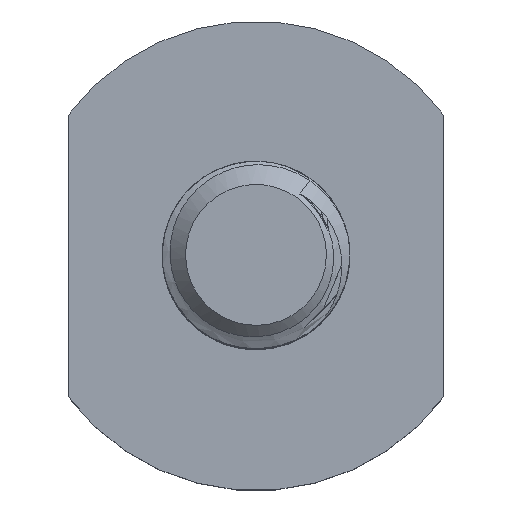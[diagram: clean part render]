
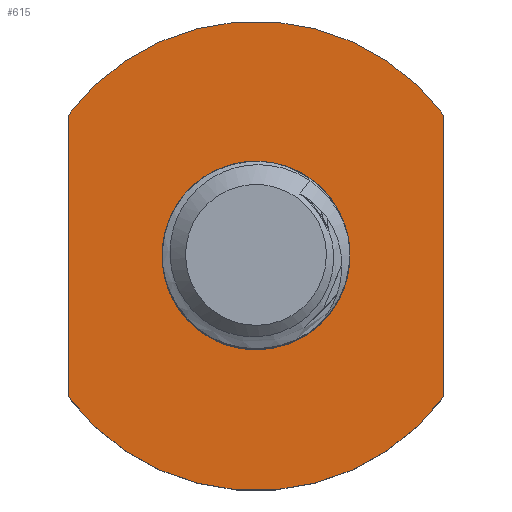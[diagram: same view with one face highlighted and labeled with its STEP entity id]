
A CAD part, top view. The second image highlights one B-rep face of the part: STEP entity #615.
In plain terms, the highlighted planar face has unit normal (0, 0, 1).
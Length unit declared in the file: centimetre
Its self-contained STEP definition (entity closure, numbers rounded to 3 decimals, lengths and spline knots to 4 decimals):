
#122=CIRCLE('',#649,0.2);
#123=CIRCLE('',#652,0.5);
#125=CIRCLE('',#656,0.5);
#175=VERTEX_POINT('',#2788);
#176=VERTEX_POINT('',#2792);
#177=VERTEX_POINT('',#2793);
#180=VERTEX_POINT('',#2801);
#182=VERTEX_POINT('',#2807);
#232=VECTOR('',#766,1.);
#236=VECTOR('',#777,1.);
#286=LINE('',#2800,#232);
#290=LINE('',#2812,#236);
#353=EDGE_CURVE('',#175,#175,#122,.T.);
#354=EDGE_CURVE('',#176,#177,#123,.T.);
#358=EDGE_CURVE('',#177,#180,#286,.T.);
#361=EDGE_CURVE('',#180,#182,#125,.T.);
#364=EDGE_CURVE('',#182,#176,#290,.T.);
#492=ORIENTED_EDGE('',*,*,#353,.T.);
#493=ORIENTED_EDGE('',*,*,#354,.F.);
#494=ORIENTED_EDGE('',*,*,#364,.F.);
#495=ORIENTED_EDGE('',*,*,#361,.F.);
#496=ORIENTED_EDGE('',*,*,#358,.F.);
#546=EDGE_LOOP('',(#492));
#547=EDGE_LOOP('',(#493,#494,#495,#496));
#582=FACE_BOUND('',#546,.T.);
#583=FACE_BOUND('',#547,.T.);
#615=ADVANCED_FACE('',(#582,#583),#2834,.T.);
#649=AXIS2_PLACEMENT_3D('',#2787,#754,#755);
#652=AXIS2_PLACEMENT_3D('',#2791,#759,#760);
#656=AXIS2_PLACEMENT_3D('',#2806,#771,#772);
#659=AXIS2_PLACEMENT_3D('',#2814,#779,$);
#754=DIRECTION('',(0.,0.,-1.));
#755=DIRECTION('',(0.2,0.,0.));
#759=DIRECTION('',(0.,0.,-1.));
#760=DIRECTION('',(0.5,0.,0.));
#766=DIRECTION('',(0.,-1.,0.));
#771=DIRECTION('',(0.,0.,-1.));
#772=DIRECTION('',(0.5,0.,0.));
#777=DIRECTION('',(0.,1.,0.));
#779=DIRECTION('',(0.,0.,1.));
#2787=CARTESIAN_POINT('',(0.,0.,0.2));
#2788=CARTESIAN_POINT('',(0.2,0.,0.2));
#2791=CARTESIAN_POINT('',(0.,0.,0.2));
#2792=CARTESIAN_POINT('',(-0.4,0.3,0.2));
#2793=CARTESIAN_POINT('',(0.4,0.3,0.2));
#2800=CARTESIAN_POINT('',(0.4,-0.3,0.2));
#2801=CARTESIAN_POINT('',(0.4,-0.3,0.2));
#2806=CARTESIAN_POINT('',(0.,0.,0.2));
#2807=CARTESIAN_POINT('',(-0.4,-0.3,0.2));
#2812=CARTESIAN_POINT('',(-0.4,0.3,0.2));
#2814=CARTESIAN_POINT('',(0.,0.,0.2));
#2834=PLANE('',#659);
